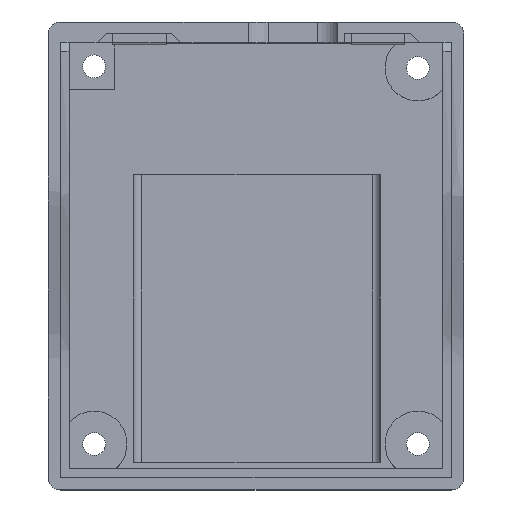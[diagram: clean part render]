
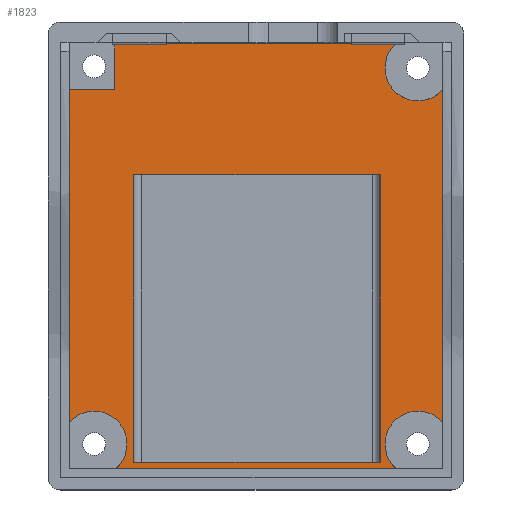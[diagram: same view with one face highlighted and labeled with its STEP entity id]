
A CAD part, top view. The second image highlights one B-rep face of the part: STEP entity #1823.
In plain terms, the highlighted planar face has unit normal (0, 0, 1).
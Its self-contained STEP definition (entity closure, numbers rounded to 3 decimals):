
#37=FACE_BOUND('',#732,.T.);
#114=CIRCLE('',#1978,4.);
#116=CIRCLE('',#1982,4.);
#117=CIRCLE('',#1983,4.);
#139=LINE('',#3774,#307);
#143=LINE('',#3786,#311);
#147=LINE('',#3796,#315);
#152=LINE('',#3806,#320);
#158=LINE('',#3837,#326);
#165=LINE('',#3852,#333);
#173=LINE('',#3867,#341);
#260=LINE('',#4376,#428);
#283=LINE('',#4474,#451);
#284=LINE('',#4476,#452);
#285=LINE('',#4477,#453);
#307=VECTOR('',#2029,10.);
#311=VECTOR('',#2039,10.);
#315=VECTOR('',#2049,10.);
#320=VECTOR('',#2060,10.);
#326=VECTOR('',#2076,10.);
#333=VECTOR('',#2085,10.);
#341=VECTOR('',#2095,10.);
#428=VECTOR('',#2302,10.);
#451=VECTOR('',#2429,10.);
#452=VECTOR('',#2430,10.);
#453=VECTOR('',#2431,10.);
#516=PLANE('',#1981);
#614=FACE_OUTER_BOUND('',#731,.T.);
#731=EDGE_LOOP('',(#1674,#1675,#1676,#1677,#1678,#1679,#1680,#1681,#1682,
#1683));
#732=EDGE_LOOP('',(#1684,#1685,#1686,#1687));
#808=VERTEX_POINT('',#3772);
#809=VERTEX_POINT('',#3773);
#814=VERTEX_POINT('',#3785);
#817=VERTEX_POINT('',#3795);
#824=VERTEX_POINT('',#3834);
#825=VERTEX_POINT('',#3836);
#831=VERTEX_POINT('',#3849);
#832=VERTEX_POINT('',#3851);
#837=VERTEX_POINT('',#3864);
#838=VERTEX_POINT('',#3866);
#923=VERTEX_POINT('',#4373);
#924=VERTEX_POINT('',#4375);
#947=VERTEX_POINT('',#4473);
#948=VERTEX_POINT('',#4475);
#983=EDGE_CURVE('',#808,#809,#139,.T.);
#989=EDGE_CURVE('',#809,#814,#143,.T.);
#994=EDGE_CURVE('',#814,#817,#147,.T.);
#1000=EDGE_CURVE('',#817,#808,#152,.T.);
#1009=EDGE_CURVE('',#825,#824,#158,.T.);
#1016=EDGE_CURVE('',#832,#831,#165,.T.);
#1024=EDGE_CURVE('',#838,#837,#173,.T.);
#1150=EDGE_CURVE('',#924,#923,#260,.T.);
#1196=EDGE_CURVE('',#831,#838,#114,.T.);
#1198=EDGE_CURVE('',#837,#924,#116,.T.);
#1199=EDGE_CURVE('',#923,#947,#283,.T.);
#1200=EDGE_CURVE('',#947,#948,#284,.T.);
#1201=EDGE_CURVE('',#948,#825,#285,.T.);
#1202=EDGE_CURVE('',#824,#832,#117,.T.);
#1674=ORIENTED_EDGE('',*,*,#1196,.T.);
#1675=ORIENTED_EDGE('',*,*,#1024,.T.);
#1676=ORIENTED_EDGE('',*,*,#1198,.T.);
#1677=ORIENTED_EDGE('',*,*,#1150,.T.);
#1678=ORIENTED_EDGE('',*,*,#1199,.T.);
#1679=ORIENTED_EDGE('',*,*,#1200,.T.);
#1680=ORIENTED_EDGE('',*,*,#1201,.T.);
#1681=ORIENTED_EDGE('',*,*,#1009,.T.);
#1682=ORIENTED_EDGE('',*,*,#1202,.T.);
#1683=ORIENTED_EDGE('',*,*,#1016,.T.);
#1684=ORIENTED_EDGE('',*,*,#994,.T.);
#1685=ORIENTED_EDGE('',*,*,#1000,.T.);
#1686=ORIENTED_EDGE('',*,*,#983,.T.);
#1687=ORIENTED_EDGE('',*,*,#989,.T.);
#1823=ADVANCED_FACE('',(#614,#37),#516,.T.);
#1978=AXIS2_PLACEMENT_3D('',#4468,#2419,#2420);
#1981=AXIS2_PLACEMENT_3D('',#4471,#2425,#2426);
#1982=AXIS2_PLACEMENT_3D('',#4472,#2427,#2428);
#1983=AXIS2_PLACEMENT_3D('',#4478,#2432,#2433);
#2029=DIRECTION('',(-1.,0.,0.));
#2039=DIRECTION('',(0.,1.,0.));
#2049=DIRECTION('',(1.,0.,0.));
#2060=DIRECTION('',(0.,-1.,0.));
#2076=DIRECTION('',(0.,-1.,0.));
#2085=DIRECTION('',(1.,0.,0.));
#2095=DIRECTION('',(0.,1.,0.));
#2302=DIRECTION('',(-1.,0.,0.));
#2419=DIRECTION('center_axis',(0.,0.,-1.));
#2420=DIRECTION('ref_axis',(0.76,0.65,0.));
#2425=DIRECTION('center_axis',(0.,0.,1.));
#2426=DIRECTION('ref_axis',(-1.,0.,0.));
#2427=DIRECTION('center_axis',(0.,0.,-1.));
#2428=DIRECTION('ref_axis',(-0.65,0.76,0.));
#2429=DIRECTION('',(0.,-1.,0.));
#2430=DIRECTION('',(-1.,0.,0.));
#2431=DIRECTION('',(-1.,0.,0.));
#2432=DIRECTION('center_axis',(0.,0.,-1.));
#2433=DIRECTION('ref_axis',(0.65,-0.76,0.));
#3772=CARTESIAN_POINT('',(100.855,-94.948,-5.6));
#3773=CARTESIAN_POINT('',(70.855,-94.948,-5.6));
#3774=CARTESIAN_POINT('',(85.79,-94.948,-5.6));
#3785=CARTESIAN_POINT('',(70.855,-59.948,-5.6));
#3786=CARTESIAN_POINT('',(70.855,-64.899,-5.6));
#3795=CARTESIAN_POINT('',(100.855,-59.948,-5.6));
#3796=CARTESIAN_POINT('',(85.79,-59.948,-5.6));
#3806=CARTESIAN_POINT('',(100.855,-64.899,-5.6));
#3834=CARTESIAN_POINT('',(63.,-90.11,-5.6));
#3836=CARTESIAN_POINT('',(63.,-49.576,-5.6));
#3837=CARTESIAN_POINT('',(63.,-56.9,-5.6));
#3849=CARTESIAN_POINT('',(102.81,-95.75,-5.6));
#3851=CARTESIAN_POINT('',(68.64,-95.75,-5.6));
#3852=CARTESIAN_POINT('',(74.363,-95.75,-5.6));
#3864=CARTESIAN_POINT('',(108.45,-49.59,-5.6));
#3866=CARTESIAN_POINT('',(108.45,-90.11,-5.6));
#3867=CARTESIAN_POINT('',(108.45,-82.8,-5.6));
#4373=CARTESIAN_POINT('',(68.577,-43.95,-5.6));
#4375=CARTESIAN_POINT('',(102.81,-43.95,-5.6));
#4376=CARTESIAN_POINT('',(97.088,-43.95,-5.6));
#4468=CARTESIAN_POINT('Origin',(105.41,-92.71,-5.6));
#4471=CARTESIAN_POINT('Origin',(85.725,-69.85,-5.6));
#4472=CARTESIAN_POINT('Origin',(105.41,-46.99,-5.6));
#4473=CARTESIAN_POINT('',(68.577,-49.576,-5.6));
#4474=CARTESIAN_POINT('',(68.577,-56.9,-5.6));
#4475=CARTESIAN_POINT('',(63.154,-49.576,-5.6));
#4476=CARTESIAN_POINT('',(77.151,-49.576,-5.6));
#4477=CARTESIAN_POINT('',(68.577,-49.576,-5.6));
#4478=CARTESIAN_POINT('Origin',(66.04,-92.71,-5.6));
